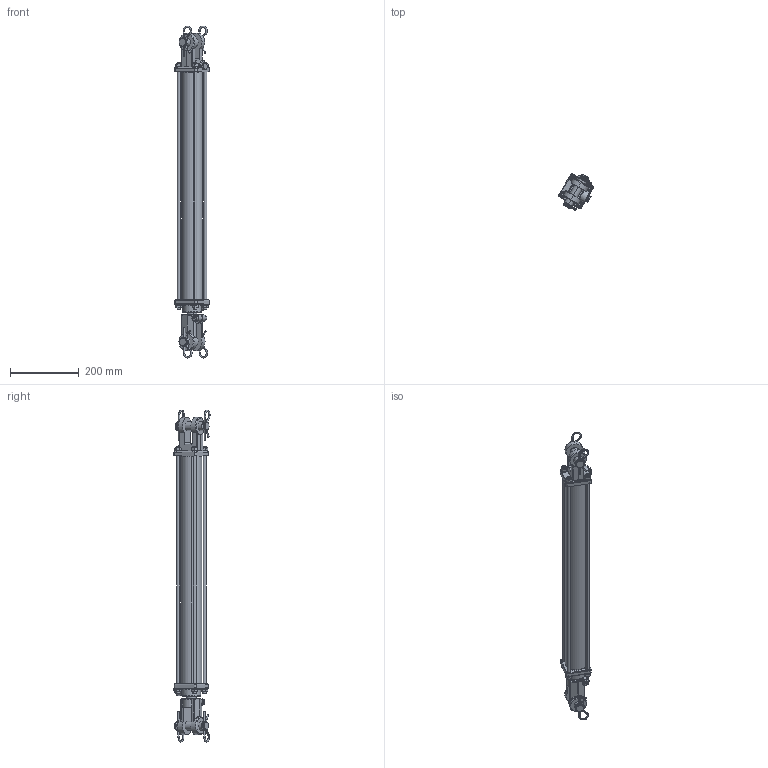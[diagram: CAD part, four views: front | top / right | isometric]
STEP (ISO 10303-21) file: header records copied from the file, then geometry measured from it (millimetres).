
FILE_DESCRIPTION (( 'STEP AP214' ), '1' );
FILE_NAME ('TRC 2-24.STEP', '2023-08-21T07:38:24', ( '' ), ( '' ), 'SwSTEP 2.0', 'SolidWorks 2014', '' );
FILE_SCHEMA (( 'AUTOMOTIVE_DESIGN' ));
Length unit declared in the file: millimetre
Products named in the file (16): Ãàéêà Ì10x1-6H (S16) ÃÎÑÒ 5915-70; 栖闉罻; 櫻蠉錪25; Øïèëüêà; 櫻蠉錪-1; 櫻蠉錪-2; 櫻蠉錪24; ﾏ琿褻-1; ﾘ琺矜 A 10.37 ﾃﾎﾑﾒ 10450-78; 鏡錪諘; ﾏ琿褻; Âèíò Ì10; TRC 2-24; 櫻蠉錪21; 櫻蠉錪-3; 櫻蠉錪
Assembly tree (38 placements, depth 3):
  TRC 2-24
    栖闉罻  x2
      櫻蠉錪
      ﾏ琿褻-1
    ﾏ琿褻  x3
    Âèíò Ì10
    ﾘ琺矜 A 10.37 ﾃﾎﾑﾒ 10450-78  x9
    Ãàéêà Ì10x1-6H (S16) ÃÎÑÒ 5915-70  x9
    櫻蠉錪-1
    櫻蠉錪-2
    櫻蠉錪-3
    櫻蠉錪25
    櫻蠉錪21
    櫻蠉錪24
    Øïèëüêà  x4
    鏡錪諘
Bounding box: 100.65 x 105.25 x 964 mm (x, y, z)
Volume: 1822599 mm3; surface area: 548998.1 mm2
Topology: 39 solids, 39 shells, 964 faces, 2202 edges, 1313 vertices
Faces by surface type: cylinder 353, plane 240, cone 209, torus 132, bspline 24, sphere 6
Entity records: 20877 total; most frequent: CARTESIAN_POINT 6325, DIRECTION 3147, ORIENTED_EDGE 2750, EDGE_CURVE 1375, AXIS2_PLACEMENT_3D 1318, VERTEX_POINT 821, CIRCLE 698, EDGE_LOOP 672
